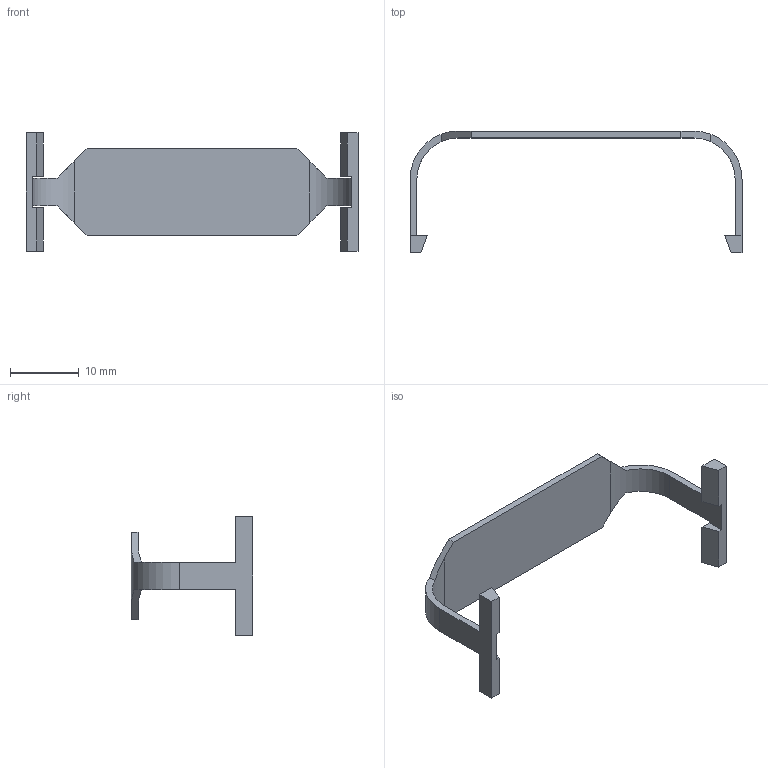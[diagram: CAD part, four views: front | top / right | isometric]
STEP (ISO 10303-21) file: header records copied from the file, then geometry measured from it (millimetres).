
FILE_DESCRIPTION (( 'STEP AP214' ), '1' );
FILE_NAME ('ABG-47.STEP', '2019-12-04T11:23:46', ( '' ), ( '' ), 'SwSTEP 2.0', 'SolidWorks 2017', '' );
FILE_SCHEMA (( 'AUTOMOTIVE_DESIGN' ));
Length unit declared in the file: millimetre
Products named in the file (1): ABG-47
Bounding box: 48.13 x 17.65 x 17.15 mm (x, y, z)
Volume: 738 mm3; surface area: 1641.3 mm2
Topology: 1 solids, 1 shells, 38 faces, 108 edges, 72 vertices
Faces by surface type: plane 34, cylinder 4
Entity records: 1254 total; most frequent: CARTESIAN_POINT 243, ORIENTED_EDGE 216, DIRECTION 186, EDGE_CURVE 108, VECTOR 92, LINE 92, VERTEX_POINT 72, AXIS2_PLACEMENT_3D 47
